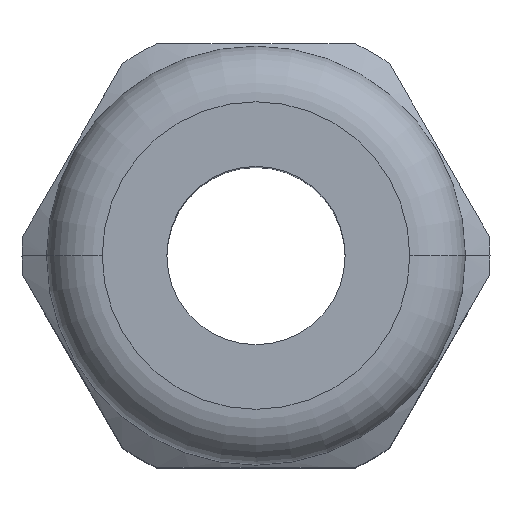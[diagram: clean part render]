
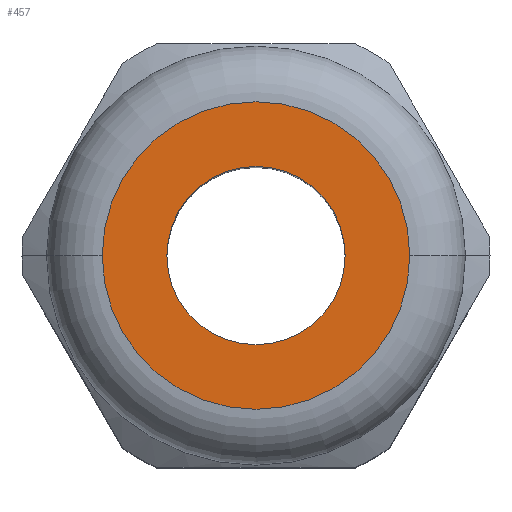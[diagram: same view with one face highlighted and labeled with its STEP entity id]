
A CAD part, top view. The second image highlights one B-rep face of the part: STEP entity #457.
In plain terms, the highlighted planar face has unit normal (0, 0, 1).
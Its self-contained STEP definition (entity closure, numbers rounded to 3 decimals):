
#98 = VERTEX_POINT ( 'NONE', #637 ) ;
#104 = VERTEX_POINT ( 'NONE', #726 ) ;
#110 = EDGE_CURVE ( 'NONE', #98, #104, #636, .T. ) ;
#172 = EDGE_CURVE ( 'NONE', #174, #205, #904, .T. ) ;
#174 = VERTEX_POINT ( 'NONE', #943 ) ;
#205 = VERTEX_POINT ( 'NONE', #922 ) ;
#415 = ORIENTED_EDGE ( 'NONE', *, *, #110, .T. ) ;
#440 = EDGE_CURVE ( 'NONE', #104, #98, #1173, .T. ) ;
#443 = EDGE_LOOP ( 'NONE', ( #583, #415 ) ) ;
#457 = ADVANCED_FACE ( 'NONE', ( #1172, #1153 ), #1127, .T. ) ;
#458 = ORIENTED_EDGE ( 'NONE', *, *, #172, .T. ) ;
#502 = ORIENTED_EDGE ( 'NONE', *, *, #529, .T. ) ;
#529 = EDGE_CURVE ( 'NONE', #205, #174, #1213, .T. ) ;
#559 = EDGE_LOOP ( 'NONE', ( #458, #502 ) ) ;
#583 = ORIENTED_EDGE ( 'NONE', *, *, #440, .T. ) ;
#636 = CIRCLE ( 'NONE', #725, 4. ) ;
#637 = CARTESIAN_POINT ( 'NONE',  ( 4., 0., 28.5 ) ) ;
#719 = CARTESIAN_POINT ( 'NONE',  ( 0., 0., 28.5 ) ) ;
#725 = AXIS2_PLACEMENT_3D ( 'NONE', #719, #751, #750 ) ;
#726 = CARTESIAN_POINT ( 'NONE',  ( -4., 0., 28.5 ) ) ;
#750 = DIRECTION ( 'NONE',  ( -1., 0., 0. ) ) ;
#751 = DIRECTION ( 'NONE',  ( 0., 0., -1. ) ) ;
#902 = AXIS2_PLACEMENT_3D ( 'NONE', #942, #941, #940 ) ;
#904 = CIRCLE ( 'NONE', #902, 6.9 ) ;
#922 = CARTESIAN_POINT ( 'NONE',  ( -6.9, 0., 28.5 ) ) ;
#940 = DIRECTION ( 'NONE',  ( 1., 0., 0. ) ) ;
#941 = DIRECTION ( 'NONE',  ( 0., 0., 1. ) ) ;
#942 = CARTESIAN_POINT ( 'NONE',  ( 0., 0., 28.5 ) ) ;
#943 = CARTESIAN_POINT ( 'NONE',  ( 6.9, 0., 28.5 ) ) ;
#1120 = DIRECTION ( 'NONE',  ( -1., 0., 0. ) ) ;
#1121 = DIRECTION ( 'NONE',  ( 0., 0., -1. ) ) ;
#1122 = CARTESIAN_POINT ( 'NONE',  ( 0., 0., 28.5 ) ) ;
#1127 = PLANE ( 'NONE',  #1189 ) ;
#1153 = FACE_OUTER_BOUND ( 'NONE', #559, .T. ) ;
#1162 = DIRECTION ( 'NONE',  ( 1., 0., 0. ) ) ;
#1170 = CARTESIAN_POINT ( 'NONE',  ( 0., 0., 28.5 ) ) ;
#1171 = AXIS2_PLACEMENT_3D ( 'NONE', #1122, #1121, #1120 ) ;
#1172 = FACE_BOUND ( 'NONE', #443, .T. ) ;
#1173 = CIRCLE ( 'NONE', #1171, 4. ) ;
#1180 = CARTESIAN_POINT ( 'NONE',  ( 0., 0., 28.5 ) ) ;
#1187 = DIRECTION ( 'NONE',  ( 0., 0., 1. ) ) ;
#1189 = AXIS2_PLACEMENT_3D ( 'NONE', #1170, #1187, #1162 ) ;
#1204 = AXIS2_PLACEMENT_3D ( 'NONE', #1180, #1212, #1211 ) ;
#1211 = DIRECTION ( 'NONE',  ( 1., 0., 0. ) ) ;
#1212 = DIRECTION ( 'NONE',  ( 0., 0., 1. ) ) ;
#1213 = CIRCLE ( 'NONE', #1204, 6.9 ) ;
